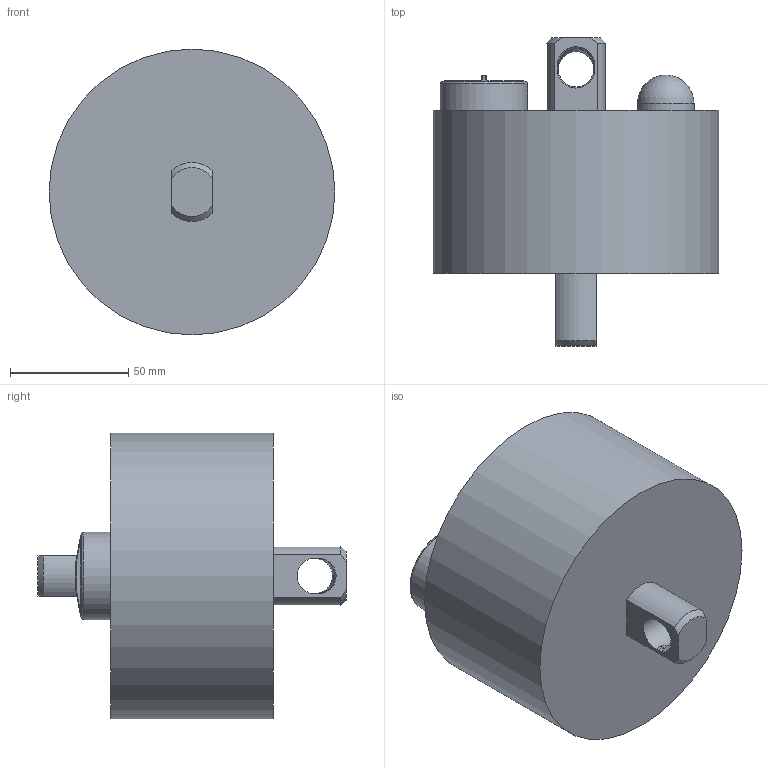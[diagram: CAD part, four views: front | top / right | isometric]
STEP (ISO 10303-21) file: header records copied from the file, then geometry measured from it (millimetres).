
FILE_DESCRIPTION(/* description */ (''),/* implementation_level */ '2;1');
FILE_NAME(/* name */ '110ES-WL-2.5t v2.step',/* time_stamp */ '2020-02-03T12:06:38-08:00',/* author */ (''),/* organization */ (''),/* preprocessor_version */ 'ST-DEVELOPER v18',/* originating_system */ 'Autodesk Translation Framework v8.12.0.6',/* authorisation */ '');
FILE_SCHEMA (('AUTOMOTIVE_DESIGN { 1 0 10303 214 3 1 1 }'));
Length unit declared in the file: millimetre
Products named in the file (2): 110ES-WL-2.5t; Battery Cap
Assembly tree (1 placements, depth 2):
  110ES-WL-2.5t
    Battery Cap
Bounding box: 121 x 130.4 x 121 mm (x, y, z)
Volume: 779704.1 mm3; surface area: 64536.3 mm2
Topology: 2 solids, 2 shells, 101 faces, 251 edges, 142 vertices
Faces by surface type: bspline 34, plane 25, cylinder 24, cone 11, torus 5, sphere 2
Full cylindrical faces by diameter (mm): 15 x2, 24 x1, 34 x1, 37 x1, 121 x1
Entity records: 4035 total; most frequent: CARTESIAN_POINT 1869, ORIENTED_EDGE 466, DIRECTION 389, EDGE_CURVE 233, AXIS2_PLACEMENT_3D 156, VERTEX_POINT 142, EDGE_LOOP 111, FACE_OUTER_BOUND 101
